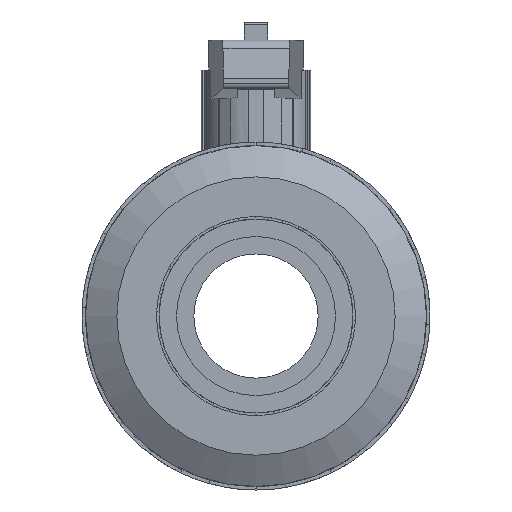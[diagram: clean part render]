
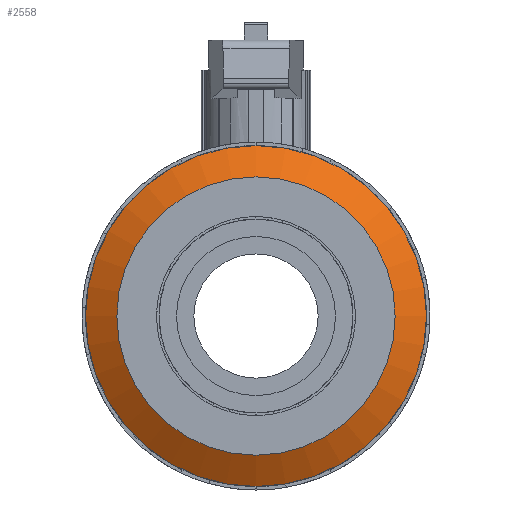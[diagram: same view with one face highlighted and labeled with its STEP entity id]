
A CAD part, left-side view. The second image highlights one B-rep face of the part: STEP entity #2558.
In plain terms, the highlighted conical face has half-angle 60 degrees and reference radius 31.5 mm.
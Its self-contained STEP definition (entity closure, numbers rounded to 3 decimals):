
#2531=CARTESIAN_POINT('',(-33.428,0.0,0.0));
#2532=DIRECTION('',(1.0,0.0,0.0));
#2533=DIRECTION('',(0.0,0.0,1.0));
#2534=AXIS2_PLACEMENT_3D('',#2531,#2532,#2533);
#2535=CONICAL_SURFACE('',#2534,31.5,60.);
#2536=CARTESIAN_POINT('',(-35.449,0.,-28.));
#2537=VERTEX_POINT('',#2536);
#2538=CARTESIAN_POINT('',(-35.449,0.0,0.0));
#2539=DIRECTION('',(-1.0,0.0,0.0));
#2540=DIRECTION('',(0.0,0.0,1.0));
#2541=AXIS2_PLACEMENT_3D('',#2538,#2539,#2540);
#2542=CIRCLE('',#2541,28.);
#2543=EDGE_CURVE('',#2537,#2537,#2542,.T.);
#2544=ORIENTED_EDGE('',*,*,#2543,.F.);
#2545=EDGE_LOOP('',(#2544));
#2546=FACE_OUTER_BOUND('',#2545,.T.);
#2547=CARTESIAN_POINT('',(-31.812,0.,-34.3));
#2548=VERTEX_POINT('',#2547);
#2549=CARTESIAN_POINT('',(-31.812,0.0,0.0));
#2550=DIRECTION('',(-1.0,0.0,0.0));
#2551=DIRECTION('',(0.0,0.0,1.0));
#2552=AXIS2_PLACEMENT_3D('',#2549,#2550,#2551);
#2553=CIRCLE('',#2552,34.3);
#2554=EDGE_CURVE('',#2548,#2548,#2553,.T.);
#2555=ORIENTED_EDGE('',*,*,#2554,.T.);
#2556=EDGE_LOOP('',(#2555));
#2557=FACE_BOUND('',#2556,.T.);
#2558=ADVANCED_FACE('',(#2546,#2557),#2535,.T.);
